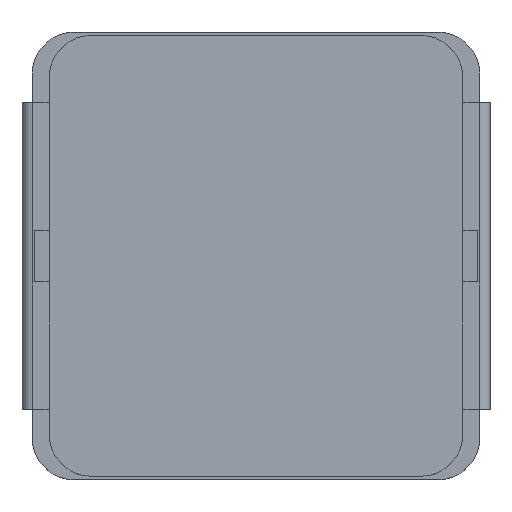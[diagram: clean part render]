
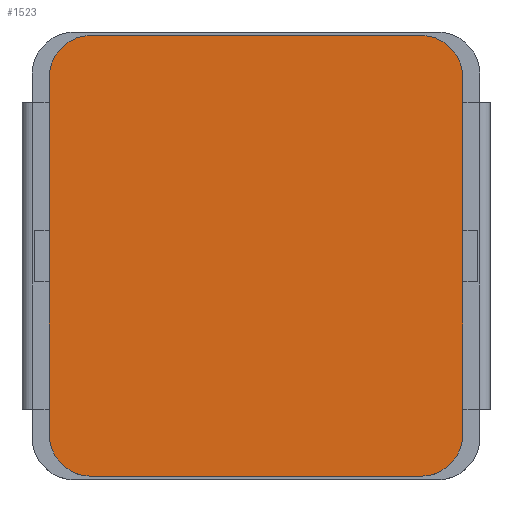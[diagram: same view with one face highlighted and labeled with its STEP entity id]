
A CAD part, top view. The second image highlights one B-rep face of the part: STEP entity #1523.
In plain terms, the highlighted planar face has unit normal (0, 0, 1).
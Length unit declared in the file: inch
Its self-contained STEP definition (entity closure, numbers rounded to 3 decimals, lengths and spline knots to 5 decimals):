
#38=CIRCLE('',#1620,0.0246);
#39=CIRCLE('',#1623,0.0246);
#40=CIRCLE('',#1626,0.0246);
#41=CIRCLE('',#1629,0.0246);
#74=FACE_OUTER_BOUND('',#152,.T.);
#152=EDGE_LOOP('',(#1104,#1105,#1106,#1107,#1108,#1109,#1110,#1111));
#294=LINE('',#2293,#482);
#302=LINE('',#2309,#490);
#306=LINE('',#2319,#494);
#313=LINE('',#2333,#501);
#482=VECTOR('',#1845,39.37008);
#490=VECTOR('',#1859,39.37008);
#494=VECTOR('',#1869,39.37008);
#501=VECTOR('',#1882,39.37008);
#664=VERTEX_POINT('',#2283);
#665=VERTEX_POINT('',#2285);
#667=VERTEX_POINT('',#2291);
#671=VERTEX_POINT('',#2303);
#672=VERTEX_POINT('',#2307);
#673=VERTEX_POINT('',#2311);
#675=VERTEX_POINT('',#2317);
#679=VERTEX_POINT('',#2329);
#816=EDGE_CURVE('',#665,#664,#38,.T.);
#819=EDGE_CURVE('',#667,#665,#294,.T.);
#826=EDGE_CURVE('',#671,#667,#39,.T.);
#828=EDGE_CURVE('',#672,#671,#302,.T.);
#830=EDGE_CURVE('',#673,#672,#40,.T.);
#833=EDGE_CURVE('',#675,#673,#306,.T.);
#840=EDGE_CURVE('',#679,#675,#41,.T.);
#841=EDGE_CURVE('',#664,#679,#313,.T.);
#1104=ORIENTED_EDGE('',*,*,#816,.F.);
#1105=ORIENTED_EDGE('',*,*,#819,.F.);
#1106=ORIENTED_EDGE('',*,*,#826,.F.);
#1107=ORIENTED_EDGE('',*,*,#828,.F.);
#1108=ORIENTED_EDGE('',*,*,#830,.F.);
#1109=ORIENTED_EDGE('',*,*,#833,.F.);
#1110=ORIENTED_EDGE('',*,*,#840,.F.);
#1111=ORIENTED_EDGE('',*,*,#841,.F.);
#1370=PLANE('',#1631);
#1523=ADVANCED_FACE('',(#74),#1370,.T.);
#1620=AXIS2_PLACEMENT_3D('',#2287,#1839,#1840);
#1623=AXIS2_PLACEMENT_3D('',#2305,#1854,#1855);
#1626=AXIS2_PLACEMENT_3D('',#2313,#1863,#1864);
#1629=AXIS2_PLACEMENT_3D('',#2331,#1878,#1879);
#1631=AXIS2_PLACEMENT_3D('',#2334,#1883,#1884);
#1839=DIRECTION('center_axis',(0.,0.,-1.));
#1840=DIRECTION('ref_axis',(0.,-1.,0.));
#1845=DIRECTION('',(0.,1.,0.));
#1854=DIRECTION('center_axis',(0.,0.,-1.));
#1855=DIRECTION('ref_axis',(0.,-1.,0.));
#1859=DIRECTION('',(-1.,0.,0.));
#1863=DIRECTION('center_axis',(0.,0.,-1.));
#1864=DIRECTION('ref_axis',(0.,-1.,0.));
#1869=DIRECTION('',(0.,-1.,0.));
#1878=DIRECTION('center_axis',(0.,0.,-1.));
#1879=DIRECTION('ref_axis',(0.,1.,0.));
#1882=DIRECTION('',(1.,0.,0.));
#1883=DIRECTION('center_axis',(0.,0.,1.));
#1884=DIRECTION('ref_axis',(0.,-1.,0.));
#2283=CARTESIAN_POINT('',(-0.09669,0.12933,0.09173));
#2285=CARTESIAN_POINT('',(-0.12129,0.10473,0.09173));
#2287=CARTESIAN_POINT('Origin',(-0.09669,0.10473,0.09173));
#2291=CARTESIAN_POINT('',(-0.12129,-0.10467,0.09173));
#2293=CARTESIAN_POINT('',(-0.12129,0.10473,0.09173));
#2303=CARTESIAN_POINT('',(-0.09669,-0.12927,0.09173));
#2305=CARTESIAN_POINT('Origin',(-0.09669,-0.10467,
0.09173));
#2307=CARTESIAN_POINT('',(0.09671,-0.12927,0.09173));
#2309=CARTESIAN_POINT('',(-0.09669,-0.12927,0.09173));
#2311=CARTESIAN_POINT('',(0.12131,-0.10467,0.09173));
#2313=CARTESIAN_POINT('Origin',(0.09671,-0.10467,0.09173));
#2317=CARTESIAN_POINT('',(0.12131,0.10473,0.09173));
#2319=CARTESIAN_POINT('',(0.12131,0.10473,0.09173));
#2329=CARTESIAN_POINT('',(0.09671,0.12933,0.09173));
#2331=CARTESIAN_POINT('Origin',(0.09671,0.10473,0.09173));
#2333=CARTESIAN_POINT('',(-0.09669,0.12933,0.09173));
#2334=CARTESIAN_POINT('Origin',(-0.09669,0.10473,0.09173));
